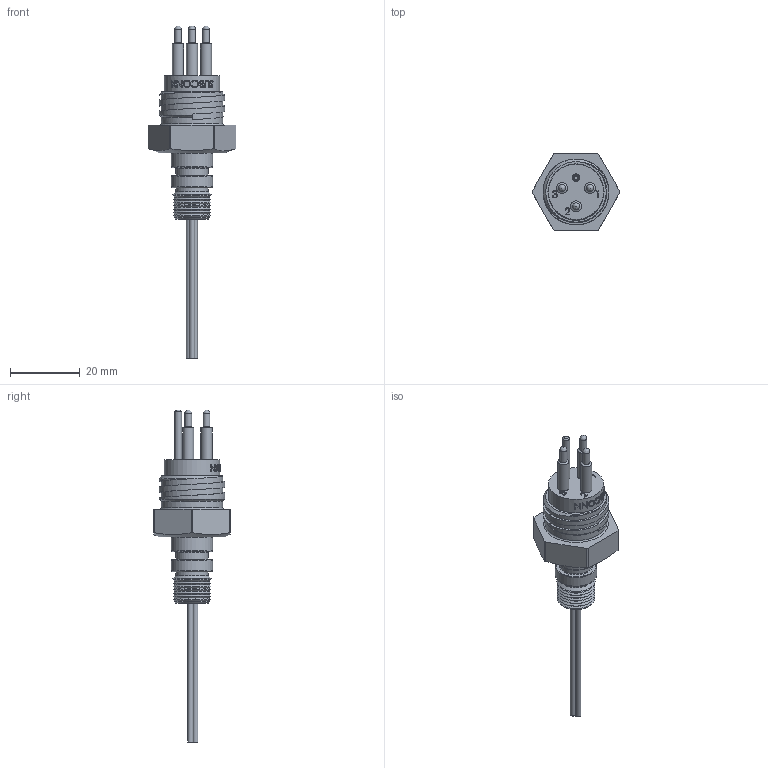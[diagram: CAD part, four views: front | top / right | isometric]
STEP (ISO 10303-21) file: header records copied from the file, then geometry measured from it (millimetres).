
FILE_DESCRIPTION(/* description */ (''),/* implementation_level */ '2;1');
FILE_NAME(/* name */ 'MCBH3M-G2 w 2 o-ring 22mm Hex.stp',/* time_stamp */ '2015-01-05T15:36:09+01:00',/* author */ ('sh'),/* organization */ (''),/* preprocessor_version */ 'ST-DEVELOPER v15.2',/* originating_system */ 'Autodesk Inventor 2014',/* authorisation */ '');
FILE_SCHEMA (('AUTOMOTIVE_DESIGN { 1 0 10303 214 3 1 1 }'));
Length unit declared in the file: inch
Products named in the file (1): MCBH3M-G2 w 2 o-ring 22mm Hex
Bounding box: 25.24 x 22 x 95.31 mm (x, y, z)
Volume: 6661.8 mm3; surface area: 6758.7 mm2
Topology: 9 solids, 9 shells, 257 faces, 645 edges, 431 vertices
Faces by surface type: plane 86, bspline 81, cylinder 46, cone 31, torus 13
Full cylindrical faces by diameter (mm): 1.321 x3, 1.524 x3, 1.981 x4, 1.986 x3, 2.007 x1, 3.175 x3, 5.537 x1, 7.264 x1, 9.322 x1, 9.398 x1, 11.918 x2, 13.5 x1, 15.875 x1, 15.9 x1, 17.704 x1, 17.97 x1
Entity records: 14275 total; most frequent: CARTESIAN_POINT 9024, ORIENTED_EDGE 1084, DIRECTION 862, EDGE_CURVE 542, VERTEX_POINT 399, EDGE_LOOP 355, AXIS2_PLACEMENT_3D 329, FACE_OUTER_BOUND 257
